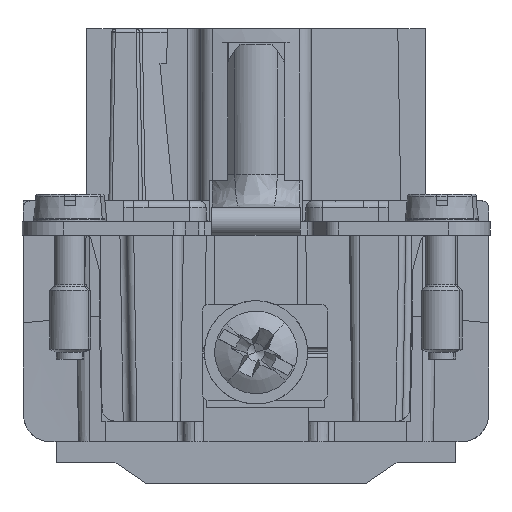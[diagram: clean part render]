
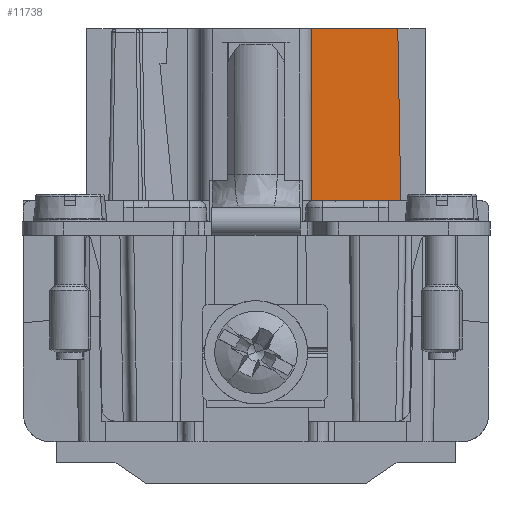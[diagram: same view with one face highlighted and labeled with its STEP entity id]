
A CAD part, front view. The second image highlights one B-rep face of the part: STEP entity #11738.
In plain terms, the highlighted planar face has unit normal (0, -1, 0.018).
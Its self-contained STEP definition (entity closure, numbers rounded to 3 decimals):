
#11715=AXIS2_PLACEMENT_3D('Plane Axis2P3D',#11712,#11713,#11714) ;
#6331=CARTESIAN_POINT('Vertex',(27.518,13.952,20.5)) ;
#6334=CARTESIAN_POINT('Line Origine',(24.264,13.952,20.5)) ;
#6338=CARTESIAN_POINT('Vertex',(21.01,13.952,20.5)) ;
#11697=CARTESIAN_POINT('Vertex',(27.3,14.171,33.)) ;
#11700=CARTESIAN_POINT('Line Origine',(27.409,14.062,26.75)) ;
#11712=CARTESIAN_POINT('Axis2P3D Location',(20.8,14.171,33.)) ;
#11718=CARTESIAN_POINT('Control Point',(21.068,14.171,33.)) ;
#11719=CARTESIAN_POINT('Control Point',(21.051,14.127,30.5)) ;
#11720=CARTESIAN_POINT('Control Point',(21.037,14.083,28.)) ;
#11721=CARTESIAN_POINT('Control Point',(21.025,14.04,25.5)) ;
#11722=CARTESIAN_POINT('Control Point',(21.017,13.996,23.)) ;
#11723=CARTESIAN_POINT('Control Point',(21.01,13.952,20.5)) ;
#11724=CARTESIAN_POINT('Vertex',(21.068,14.171,33.)) ;
#11727=CARTESIAN_POINT('Line Origine',(24.184,14.171,33.)) ;
#6335=DIRECTION('Vector Direction',(1.,0.,0.)) ;
#11701=DIRECTION('Vector Direction',(-0.017,0.017,1.)) ;
#11713=DIRECTION('Axis2P3D Direction',(0.,1.,-0.017)) ;
#11714=DIRECTION('Axis2P3D XDirection',(1.,0.,0.)) ;
#11728=DIRECTION('Vector Direction',(1.,0.,0.)) ;
#6336=VECTOR('Line Direction',#6335,1.) ;
#11702=VECTOR('Line Direction',#11701,1.) ;
#11729=VECTOR('Line Direction',#11728,1.) ;
#11733=ORIENTED_EDGE('',*,*,#11726,.T.) ;
#11734=ORIENTED_EDGE('',*,*,#6340,.T.) ;
#11735=ORIENTED_EDGE('',*,*,#11704,.T.) ;
#11736=ORIENTED_EDGE('',*,*,#11731,.F.) ;
#11738=ADVANCED_FACE('Hauptk\X2\00F6\X0\rper',(#11737),#11716,.F.) ;
#11717=B_SPLINE_CURVE_WITH_KNOTS('',5,(#11718,#11719,#11720,#11721,#11722,#11723),.UNSPECIFIED.,.F.,.U.,(6,6),(0.,17.681),.UNSPECIFIED.) ;
#6340=EDGE_CURVE('',#6339,#6332,#6337,.T.) ;
#11704=EDGE_CURVE('',#6332,#11698,#11703,.T.) ;
#11726=EDGE_CURVE('',#11725,#6339,#11717,.T.) ;
#11731=EDGE_CURVE('',#11725,#11698,#11730,.T.) ;
#11732=EDGE_LOOP('',(#11733,#11734,#11735,#11736)) ;
#11737=FACE_OUTER_BOUND('',#11732,.T.) ;
#6337=LINE('Line',#6334,#6336) ;
#11703=LINE('Line',#11700,#11702) ;
#11730=LINE('Line',#11727,#11729) ;
#11716=PLANE('',#11715) ;
#6332=VERTEX_POINT('',#6331) ;
#6339=VERTEX_POINT('',#6338) ;
#11698=VERTEX_POINT('',#11697) ;
#11725=VERTEX_POINT('',#11724) ;
